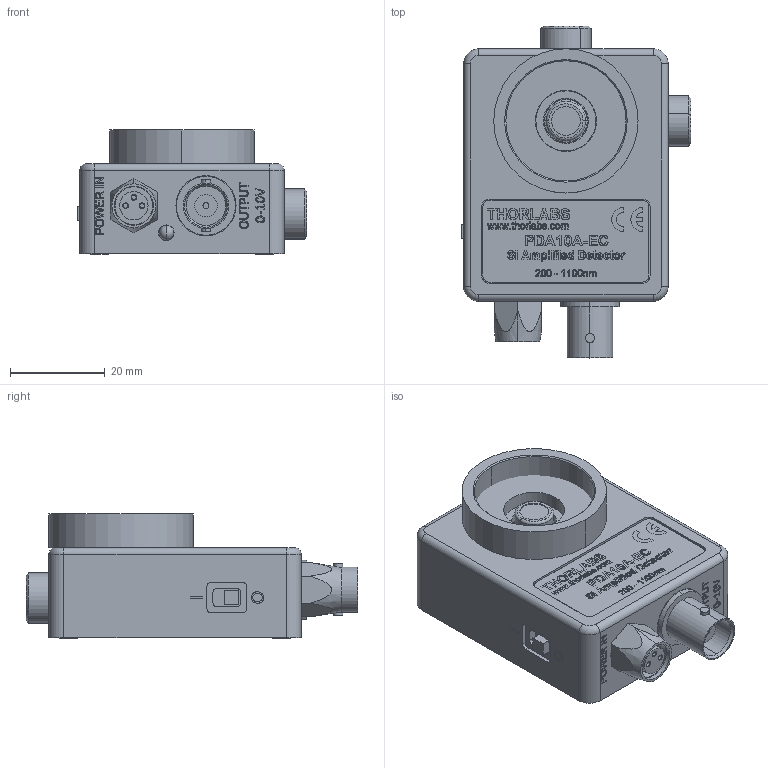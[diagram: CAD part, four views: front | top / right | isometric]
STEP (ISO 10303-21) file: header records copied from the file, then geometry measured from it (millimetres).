
FILE_DESCRIPTION (( 'STEP AP214' ), '1' );
FILE_NAME ('13193-E0W.STEP', '2010-06-22T19:46:24', ( 'Admin' ), ( 'Thorlabs, Inc.' ), 'SwSTEP 2.0', 'SolidWorks 2009', '' );
FILE_SCHEMA (( 'AUTOMOTIVE_DESIGN' ));
Length unit declared in the file: millimetre
Products named in the file (1): 13193-E0W
Bounding box: 48.58 x 70.13 x 26.2 mm (x, y, z)
Volume: 21349.3 mm3; surface area: 23535.3 mm2
Topology: 16 solids, 17 shells, 1681 faces, 4268 edges, 2790 vertices
Faces by surface type: plane 873, bspline 460, cylinder 262, cone 64, torus 20, sphere 2
Entity records: 105508 total; most frequent: CARTESIAN_POINT 48917, ORIENTED_EDGE 8504, DIRECTION 6374, EDGE_CURVE 4252, VERTEX_POINT 2790, VECTOR 2704, LINE 2704, EDGE_LOOP 1896
